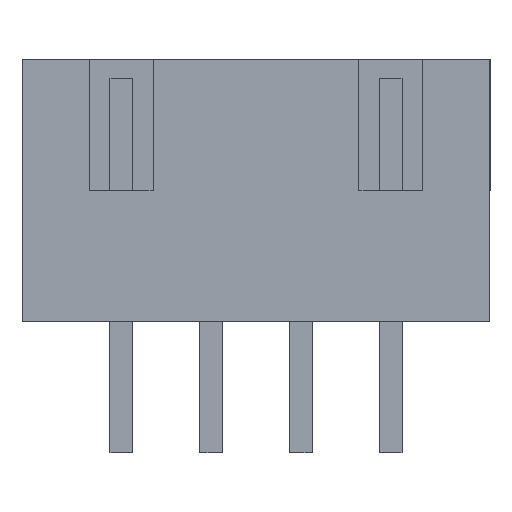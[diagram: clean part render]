
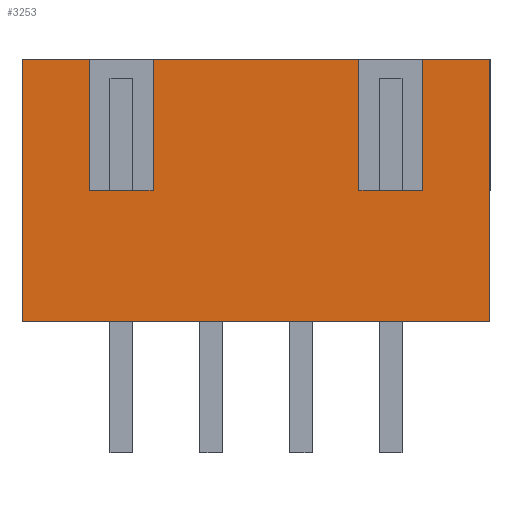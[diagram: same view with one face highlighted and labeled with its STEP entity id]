
A CAD part, left-side view. The second image highlights one B-rep face of the part: STEP entity #3253.
In plain terms, the highlighted planar face has unit normal (-1, 0, 0).
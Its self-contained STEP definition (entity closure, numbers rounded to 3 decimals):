
#461=FACE_OUTER_BOUND('',#644,.T.);
#644=EDGE_LOOP('',(#2896,#2897,#2898,#2899,#2900,#2901,#2902,#2903,#2904,
#2905,#2906,#2907));
#904=LINE('',#6164,#1211);
#906=LINE('',#6168,#1213);
#911=LINE('',#6176,#1218);
#914=LINE('',#6183,#1221);
#916=LINE('',#6188,#1223);
#918=LINE('',#6191,#1225);
#919=LINE('',#6193,#1226);
#922=LINE('',#6199,#1229);
#923=LINE('',#6202,#1230);
#926=LINE('',#6207,#1233);
#928=LINE('',#6211,#1235);
#929=LINE('',#6212,#1236);
#1211=VECTOR('',#3791,10.);
#1213=VECTOR('',#3795,10.);
#1218=VECTOR('',#3804,10.);
#1221=VECTOR('',#3811,10.);
#1223=VECTOR('',#3815,10.);
#1225=VECTOR('',#3819,10.);
#1226=VECTOR('',#3822,10.);
#1229=VECTOR('',#3827,10.);
#1230=VECTOR('',#3830,10.);
#1233=VECTOR('',#3835,10.);
#1235=VECTOR('',#3841,10.);
#1236=VECTOR('',#3842,10.);
#1555=VERTEX_POINT('',#6161);
#1556=VERTEX_POINT('',#6163);
#1557=VERTEX_POINT('',#6167);
#1558=VERTEX_POINT('',#6173);
#1559=VERTEX_POINT('',#6179);
#1560=VERTEX_POINT('',#6181);
#1561=VERTEX_POINT('',#6185);
#1562=VERTEX_POINT('',#6187);
#1563=VERTEX_POINT('',#6195);
#1564=VERTEX_POINT('',#6197);
#1565=VERTEX_POINT('',#6201);
#1566=VERTEX_POINT('',#6205);
#1996=EDGE_CURVE('',#1555,#1556,#904,.T.);
#1998=EDGE_CURVE('',#1556,#1557,#906,.T.);
#2003=EDGE_CURVE('',#1558,#1557,#911,.T.);
#2006=EDGE_CURVE('',#1559,#1560,#914,.T.);
#2008=EDGE_CURVE('',#1561,#1562,#916,.T.);
#2010=EDGE_CURVE('',#1562,#1560,#918,.T.);
#2011=EDGE_CURVE('',#1559,#1555,#919,.T.);
#2014=EDGE_CURVE('',#1563,#1564,#922,.T.);
#2015=EDGE_CURVE('',#1565,#1564,#923,.T.);
#2018=EDGE_CURVE('',#1566,#1565,#926,.T.);
#2020=EDGE_CURVE('',#1558,#1566,#928,.T.);
#2021=EDGE_CURVE('',#1563,#1561,#929,.T.);
#2896=ORIENTED_EDGE('',*,*,#2020,.F.);
#2897=ORIENTED_EDGE('',*,*,#2003,.T.);
#2898=ORIENTED_EDGE('',*,*,#1998,.F.);
#2899=ORIENTED_EDGE('',*,*,#1996,.F.);
#2900=ORIENTED_EDGE('',*,*,#2011,.F.);
#2901=ORIENTED_EDGE('',*,*,#2006,.T.);
#2902=ORIENTED_EDGE('',*,*,#2010,.F.);
#2903=ORIENTED_EDGE('',*,*,#2008,.F.);
#2904=ORIENTED_EDGE('',*,*,#2021,.F.);
#2905=ORIENTED_EDGE('',*,*,#2014,.T.);
#2906=ORIENTED_EDGE('',*,*,#2015,.F.);
#2907=ORIENTED_EDGE('',*,*,#2018,.F.);
#3078=PLANE('',#3409);
#3253=ADVANCED_FACE('',(#461),#3078,.T.);
#3409=AXIS2_PLACEMENT_3D('',#6210,#3839,#3840);
#3791=DIRECTION('',(0.,0.,1.));
#3795=DIRECTION('',(0.,-1.,0.));
#3804=DIRECTION('',(0.,0.,1.));
#3811=DIRECTION('',(0.,0.,1.));
#3815=DIRECTION('',(0.,0.,1.));
#3819=DIRECTION('',(0.,-1.,0.));
#3822=DIRECTION('',(0.,-1.,0.));
#3827=DIRECTION('',(0.,0.,1.));
#3830=DIRECTION('',(0.,-1.,0.));
#3835=DIRECTION('',(0.,0.,1.));
#3839=DIRECTION('center_axis',(-1.,0.,0.));
#3840=DIRECTION('ref_axis',(0.,-1.,0.));
#3841=DIRECTION('',(0.,1.,0.));
#3842=DIRECTION('',(0.,-1.,0.));
#6161=CARTESIAN_POINT('',(10.,14.3,3.5));
#6163=CARTESIAN_POINT('',(10.,14.3,7.));
#6164=CARTESIAN_POINT('',(10.,14.3,0.));
#6167=CARTESIAN_POINT('',(10.,12.5,7.));
#6168=CARTESIAN_POINT('',(10.,12.5,7.));
#6173=CARTESIAN_POINT('',(10.,12.5,0.));
#6176=CARTESIAN_POINT('',(10.,12.5,0.));
#6179=CARTESIAN_POINT('',(10.,16.,3.5));
#6181=CARTESIAN_POINT('',(10.,16.,7.));
#6183=CARTESIAN_POINT('',(10.,16.,0.));
#6185=CARTESIAN_POINT('',(10.,21.5,3.5));
#6187=CARTESIAN_POINT('',(10.,21.5,7.));
#6188=CARTESIAN_POINT('',(10.,21.5,0.));
#6191=CARTESIAN_POINT('',(10.,12.5,7.));
#6193=CARTESIAN_POINT('',(10.,12.5,3.5));
#6195=CARTESIAN_POINT('',(10.,23.2,3.5));
#6197=CARTESIAN_POINT('',(10.,23.2,7.));
#6199=CARTESIAN_POINT('',(10.,23.2,0.));
#6201=CARTESIAN_POINT('',(10.,25.,7.));
#6202=CARTESIAN_POINT('',(10.,12.5,7.));
#6205=CARTESIAN_POINT('',(10.,25.,0.));
#6207=CARTESIAN_POINT('',(10.,25.,0.));
#6210=CARTESIAN_POINT('Origin',(10.,23.2,0.));
#6211=CARTESIAN_POINT('',(10.,12.5,0.));
#6212=CARTESIAN_POINT('',(10.,12.5,3.5));
